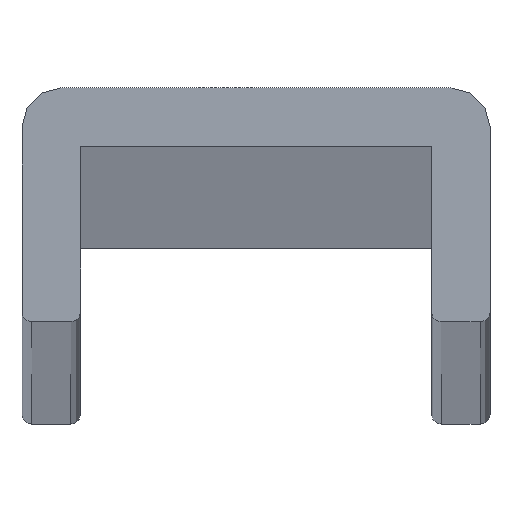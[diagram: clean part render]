
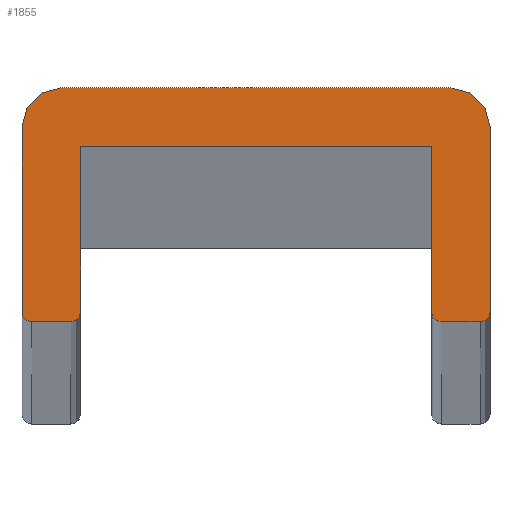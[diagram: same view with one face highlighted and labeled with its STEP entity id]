
A CAD part, top view. The second image highlights one B-rep face of the part: STEP entity #1855.
In plain terms, the highlighted planar face has unit normal (0, 0, 1).
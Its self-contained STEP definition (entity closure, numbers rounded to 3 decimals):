
#31 = VERTEX_POINT ( 'NONE', #14745 ) ;
#64 = EDGE_CURVE ( 'NONE', #5098, #810, #7141, .T. ) ;
#204 = VECTOR ( 'NONE', #14162, 1000. ) ;
#248 = VERTEX_POINT ( 'NONE', #12889 ) ;
#327 = CARTESIAN_POINT ( 'NONE',  ( -11.5, 0.5, 1500. ) ) ;
#331 = LINE ( 'NONE', #932, #14223 ) ;
#334 = EDGE_CURVE ( 'NONE', #12071, #5098, #2543, .T. ) ;
#368 = EDGE_CURVE ( 'NONE', #810, #248, #9863, .T. ) ;
#641 = CARTESIAN_POINT ( 'NONE',  ( -11.5, 0., 1500. ) ) ;
#733 = CARTESIAN_POINT ( 'NONE',  ( -9., 9., 1500. ) ) ;
#783 = CARTESIAN_POINT ( 'NONE',  ( 12., 0.5, 1500. ) ) ;
#810 = VERTEX_POINT ( 'NONE', #2448 ) ;
#909 = ORIENTED_EDGE ( 'NONE', *, *, #7471, .T. ) ;
#914 = EDGE_CURVE ( 'NONE', #2546, #12071, #14860, .T. ) ;
#932 = CARTESIAN_POINT ( 'NONE',  ( 9., 9., 1500. ) ) ;
#945 = LINE ( 'NONE', #10728, #10358 ) ;
#1155 = AXIS2_PLACEMENT_3D ( 'NONE', #8807, #5153, #12326 ) ;
#1185 = LINE ( 'NONE', #733, #15072 ) ;
#1638 = ORIENTED_EDGE ( 'NONE', *, *, #64, .T. ) ;
#1855 = ADVANCED_FACE ( 'NONE', ( #4441 ), #5064, .T. ) ;
#2338 = CIRCLE ( 'NONE', #9508, 0.5 ) ;
#2381 = CARTESIAN_POINT ( 'NONE',  ( 9.5, 0., 1500. ) ) ;
#2448 = CARTESIAN_POINT ( 'NONE',  ( -9., 0.5, 1500. ) ) ;
#2543 = LINE ( 'NONE', #641, #4653 ) ;
#2546 = VERTEX_POINT ( 'NONE', #7149 ) ;
#2581 = VERTEX_POINT ( 'NONE', #8385 ) ;
#2680 = LINE ( 'NONE', #5849, #12319 ) ;
#2750 = DIRECTION ( 'NONE',  ( 0., 0., 1. ) ) ;
#2917 = EDGE_CURVE ( 'NONE', #3514, #11081, #2338, .T. ) ;
#3053 = DIRECTION ( 'NONE',  ( 0., 0., 1. ) ) ;
#3506 = CARTESIAN_POINT ( 'NONE',  ( 12., 10., 1500. ) ) ;
#3514 = VERTEX_POINT ( 'NONE', #8210 ) ;
#3650 = AXIS2_PLACEMENT_3D ( 'NONE', #7389, #11078, #3687 ) ;
#3687 = DIRECTION ( 'NONE',  ( 1., 0., 0. ) ) ;
#3977 = EDGE_CURVE ( 'NONE', #5481, #11081, #2680, .T. ) ;
#4172 = CARTESIAN_POINT ( 'NONE',  ( 9.5, 0.5, 1500. ) ) ;
#4184 = AXIS2_PLACEMENT_3D ( 'NONE', #5478, #3053, #5647 ) ;
#4441 = FACE_OUTER_BOUND ( 'NONE', #4511, .T. ) ;
#4511 = EDGE_LOOP ( 'NONE', ( #11066, #7617, #10220, #5142, #1638, #13810, #6224, #909, #14138, #9714, #14193, #14655, #8153, #5968 ) ) ;
#4630 = DIRECTION ( 'NONE',  ( 0., -1., 0. ) ) ;
#4648 = VECTOR ( 'NONE', #5939, 1000. ) ;
#4653 = VECTOR ( 'NONE', #12859, 1000. ) ;
#4857 = VERTEX_POINT ( 'NONE', #11166 ) ;
#5064 = PLANE ( 'NONE',  #7754 ) ;
#5098 = VERTEX_POINT ( 'NONE', #13254 ) ;
#5142 = ORIENTED_EDGE ( 'NONE', *, *, #334, .T. ) ;
#5153 = DIRECTION ( 'NONE',  ( 0., 0., 1. ) ) ;
#5292 = DIRECTION ( 'NONE',  ( -1., 0., 0. ) ) ;
#5311 = EDGE_CURVE ( 'NONE', #5481, #6908, #8426, .T. ) ;
#5396 = VERTEX_POINT ( 'NONE', #10274 ) ;
#5478 = CARTESIAN_POINT ( 'NONE',  ( -10., 10., 1500. ) ) ;
#5481 = VERTEX_POINT ( 'NONE', #6652 ) ;
#5647 = DIRECTION ( 'NONE',  ( 1., 0., 0. ) ) ;
#5849 = CARTESIAN_POINT ( 'NONE',  ( 11.5, 0., 1500. ) ) ;
#5939 = DIRECTION ( 'NONE',  ( 0., 1., 0. ) ) ;
#5968 = ORIENTED_EDGE ( 'NONE', *, *, #7659, .F. ) ;
#6224 = ORIENTED_EDGE ( 'NONE', *, *, #8516, .T. ) ;
#6438 = DIRECTION ( 'NONE',  ( 1., 0., 0. ) ) ;
#6509 = DIRECTION ( 'NONE',  ( 1., 0., 0. ) ) ;
#6652 = CARTESIAN_POINT ( 'NONE',  ( 11.5, 0., 1500. ) ) ;
#6829 = CARTESIAN_POINT ( 'NONE',  ( -11.5, 0., 1500. ) ) ;
#6908 = VERTEX_POINT ( 'NONE', #783 ) ;
#7141 = CIRCLE ( 'NONE', #3650, 0.5 ) ;
#7149 = CARTESIAN_POINT ( 'NONE',  ( -12., 0.5, 1500. ) ) ;
#7344 = EDGE_CURVE ( 'NONE', #31, #5396, #12660, .T. ) ;
#7389 = CARTESIAN_POINT ( 'NONE',  ( -9.5, 0.5, 1500. ) ) ;
#7471 = EDGE_CURVE ( 'NONE', #2581, #3514, #331, .T. ) ;
#7617 = ORIENTED_EDGE ( 'NONE', *, *, #8101, .F. ) ;
#7659 = EDGE_CURVE ( 'NONE', #31, #8412, #945, .T. ) ;
#7754 = AXIS2_PLACEMENT_3D ( 'NONE', #8722, #11119, #14994 ) ;
#8101 = EDGE_CURVE ( 'NONE', #2546, #5396, #13506, .T. ) ;
#8106 = AXIS2_PLACEMENT_3D ( 'NONE', #11445, #15287, #5292 ) ;
#8153 = ORIENTED_EDGE ( 'NONE', *, *, #11628, .F. ) ;
#8210 = CARTESIAN_POINT ( 'NONE',  ( 9., 0.5, 1500. ) ) ;
#8385 = CARTESIAN_POINT ( 'NONE',  ( 9., 9., 1500. ) ) ;
#8412 = VERTEX_POINT ( 'NONE', #15227 ) ;
#8426 = CIRCLE ( 'NONE', #1155, 0.5 ) ;
#8438 = DIRECTION ( 'NONE',  ( 0., -1., 0. ) ) ;
#8516 = EDGE_CURVE ( 'NONE', #248, #2581, #1185, .T. ) ;
#8586 = DIRECTION ( 'NONE',  ( 1., 0., 0. ) ) ;
#8722 = CARTESIAN_POINT ( 'NONE',  ( -10., 10., 1500. ) ) ;
#8807 = CARTESIAN_POINT ( 'NONE',  ( 11.5, 0.5, 1500. ) ) ;
#9508 = AXIS2_PLACEMENT_3D ( 'NONE', #4172, #13911, #6509 ) ;
#9714 = ORIENTED_EDGE ( 'NONE', *, *, #3977, .F. ) ;
#9863 = LINE ( 'NONE', #15201, #204 ) ;
#10033 = AXIS2_PLACEMENT_3D ( 'NONE', #327, #2750, #6438 ) ;
#10220 = ORIENTED_EDGE ( 'NONE', *, *, #914, .T. ) ;
#10274 = CARTESIAN_POINT ( 'NONE',  ( -12., 10., 1500. ) ) ;
#10358 = VECTOR ( 'NONE', #8586, 1000. ) ;
#10660 = DIRECTION ( 'NONE',  ( -1., 0., 0. ) ) ;
#10728 = CARTESIAN_POINT ( 'NONE',  ( -10., 12., 1500. ) ) ;
#11066 = ORIENTED_EDGE ( 'NONE', *, *, #7344, .T. ) ;
#11078 = DIRECTION ( 'NONE',  ( 0., 0., 1. ) ) ;
#11081 = VERTEX_POINT ( 'NONE', #2381 ) ;
#11119 = DIRECTION ( 'NONE',  ( 0., 0., 1. ) ) ;
#11166 = CARTESIAN_POINT ( 'NONE',  ( 12., 10., 1500. ) ) ;
#11427 = VECTOR ( 'NONE', #8438, 1000. ) ;
#11445 = CARTESIAN_POINT ( 'NONE',  ( 10., 10., 1500. ) ) ;
#11628 = EDGE_CURVE ( 'NONE', #8412, #4857, #12929, .T. ) ;
#12030 = DIRECTION ( 'NONE',  ( 1., 0., 0. ) ) ;
#12071 = VERTEX_POINT ( 'NONE', #6829 ) ;
#12097 = CARTESIAN_POINT ( 'NONE',  ( -12., 0.5, 1500. ) ) ;
#12319 = VECTOR ( 'NONE', #10660, 1000. ) ;
#12326 = DIRECTION ( 'NONE',  ( 1., 0., 0. ) ) ;
#12660 = CIRCLE ( 'NONE', #4184, 2. ) ;
#12859 = DIRECTION ( 'NONE',  ( 1., 0., 0. ) ) ;
#12889 = CARTESIAN_POINT ( 'NONE',  ( -9., 9., 1500. ) ) ;
#12929 = CIRCLE ( 'NONE', #8106, 2. ) ;
#13254 = CARTESIAN_POINT ( 'NONE',  ( -9.5, 0., 1500. ) ) ;
#13506 = LINE ( 'NONE', #12097, #4648 ) ;
#13810 = ORIENTED_EDGE ( 'NONE', *, *, #368, .T. ) ;
#13911 = DIRECTION ( 'NONE',  ( 0., 0., 1. ) ) ;
#14138 = ORIENTED_EDGE ( 'NONE', *, *, #2917, .T. ) ;
#14162 = DIRECTION ( 'NONE',  ( 0., 1., 0. ) ) ;
#14193 = ORIENTED_EDGE ( 'NONE', *, *, #5311, .T. ) ;
#14223 = VECTOR ( 'NONE', #4630, 1000. ) ;
#14655 = ORIENTED_EDGE ( 'NONE', *, *, #15833, .F. ) ;
#14745 = CARTESIAN_POINT ( 'NONE',  ( -10., 12., 1500. ) ) ;
#14860 = CIRCLE ( 'NONE', #10033, 0.5 ) ;
#14994 = DIRECTION ( 'NONE',  ( 1., 0., 0. ) ) ;
#15072 = VECTOR ( 'NONE', #12030, 1000. ) ;
#15201 = CARTESIAN_POINT ( 'NONE',  ( -9., 0.5, 1500. ) ) ;
#15227 = CARTESIAN_POINT ( 'NONE',  ( 10., 12., 1500. ) ) ;
#15287 = DIRECTION ( 'NONE',  ( 0., 0., -1. ) ) ;
#15833 = EDGE_CURVE ( 'NONE', #4857, #6908, #15891, .T. ) ;
#15891 = LINE ( 'NONE', #3506, #11427 ) ;
